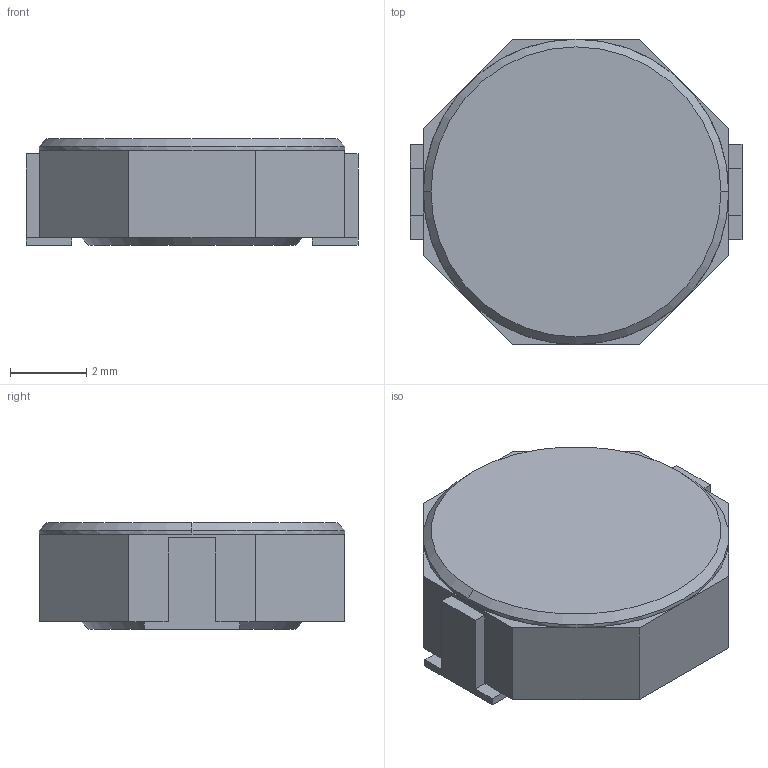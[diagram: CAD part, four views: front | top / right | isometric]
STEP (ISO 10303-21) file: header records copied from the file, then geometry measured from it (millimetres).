
FILE_DESCRIPTION (( 'STEP AP214' ), '1' );
FILE_NAME ('User Library-CDRH8D28.STEP', '2021-02-13T10:12:02', ( '' ), ( '' ), 'SwSTEP 2.0', 'SolidWorks 2020', '' );
FILE_SCHEMA (( 'AUTOMOTIVE_DESIGN' ));
Length unit declared in the file: millimetre
Products named in the file (1): User Library-CDRH8D28
Bounding box: 8.7 x 8 x 2.8 mm (x, y, z)
Volume: 144.6 mm3; surface area: 182.6 mm2
Topology: 1 solids, 1 shells, 45 faces, 110 edges, 68 vertices
Faces by surface type: plane 39, cone 4, cylinder 2
Entity records: 1546 total; most frequent: CARTESIAN_POINT 224, ORIENTED_EDGE 220, DIRECTION 218, EDGE_CURVE 110, VECTOR 94, LINE 94, VERTEX_POINT 68, AXIS2_PLACEMENT_3D 62
